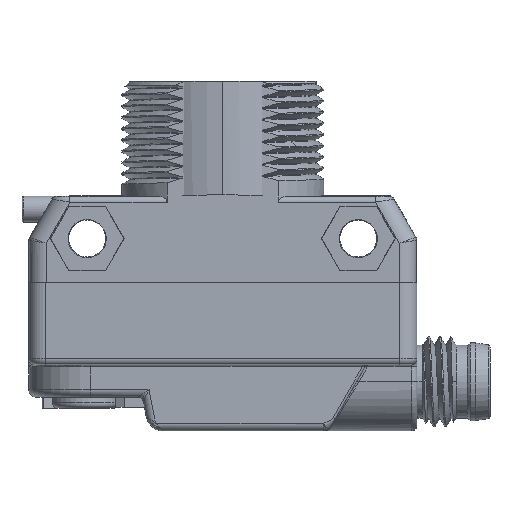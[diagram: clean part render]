
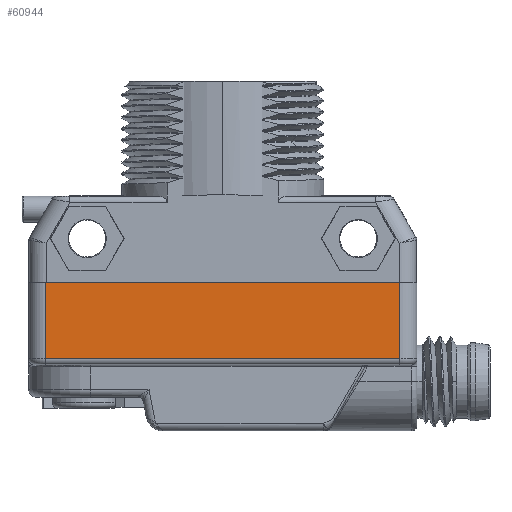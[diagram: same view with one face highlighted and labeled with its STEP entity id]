
A CAD part, left-side view. The second image highlights one B-rep face of the part: STEP entity #60944.
In plain terms, the highlighted planar face has unit normal (-1, 0, 0).
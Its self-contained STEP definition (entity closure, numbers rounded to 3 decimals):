
#56054=DIRECTION('',(0.,1.,0.));
#56055=VECTOR('',#56054,31.5);
#56056=CARTESIAN_POINT('',(-7.5,1.5,0.));
#56057=LINE('',#56056,#56055);
#56103=DIRECTION('',(0.,0.,1.));
#56104=VECTOR('',#56103,6.8);
#56105=CARTESIAN_POINT('',(-7.5,33.,-6.8));
#56106=LINE('',#56105,#56104);
#56126=DIRECTION('',(0.,1.,0.));
#56127=VECTOR('',#56126,31.5);
#56128=CARTESIAN_POINT('',(-7.5,1.5,-6.8));
#56129=LINE('',#56128,#56127);
#56135=DIRECTION('',(0.,0.,-1.));
#56136=VECTOR('',#56135,6.8);
#56137=CARTESIAN_POINT('',(-7.5,1.5,0.));
#56138=LINE('',#56137,#56136);
#56743=CARTESIAN_POINT('',(-7.5,33.,0.));
#56745=VERTEX_POINT('',#56743);
#56750=CARTESIAN_POINT('',(-7.5,1.5,0.));
#56751=VERTEX_POINT('',#56750);
#57268=CARTESIAN_POINT('',(-7.5,33.,-6.8));
#57269=VERTEX_POINT('',#57268);
#57272=CARTESIAN_POINT('',(-7.5,1.5,-6.8));
#57273=VERTEX_POINT('',#57272);
#60932=CARTESIAN_POINT('',(-7.5,0.,-13.2));
#60933=DIRECTION('',(-1.,0.,0.));
#60934=DIRECTION('',(0.,0.,1.));
#60935=AXIS2_PLACEMENT_3D('',#60932,#60933,#60934);
#60936=PLANE('',#60935);
#60937=ORIENTED_EDGE('',*,*,#60925,.T.);
#60938=ORIENTED_EDGE('',*,*,#60900,.T.);
#60939=ORIENTED_EDGE('',*,*,#60869,.F.);
#60941=ORIENTED_EDGE('',*,*,#60940,.T.);
#60942=EDGE_LOOP('',(#60937,#60938,#60939,#60941));
#60943=FACE_OUTER_BOUND('',#60942,.F.);
#60944=ADVANCED_FACE('',(#60943),#60936,.T.);
#60869=EDGE_CURVE('',#56751,#56745,#56057,.T.);
#60900=EDGE_CURVE('',#57269,#56745,#56106,.T.);
#60925=EDGE_CURVE('',#57273,#57269,#56129,.T.);
#60940=EDGE_CURVE('',#56751,#57273,#56138,.T.);
